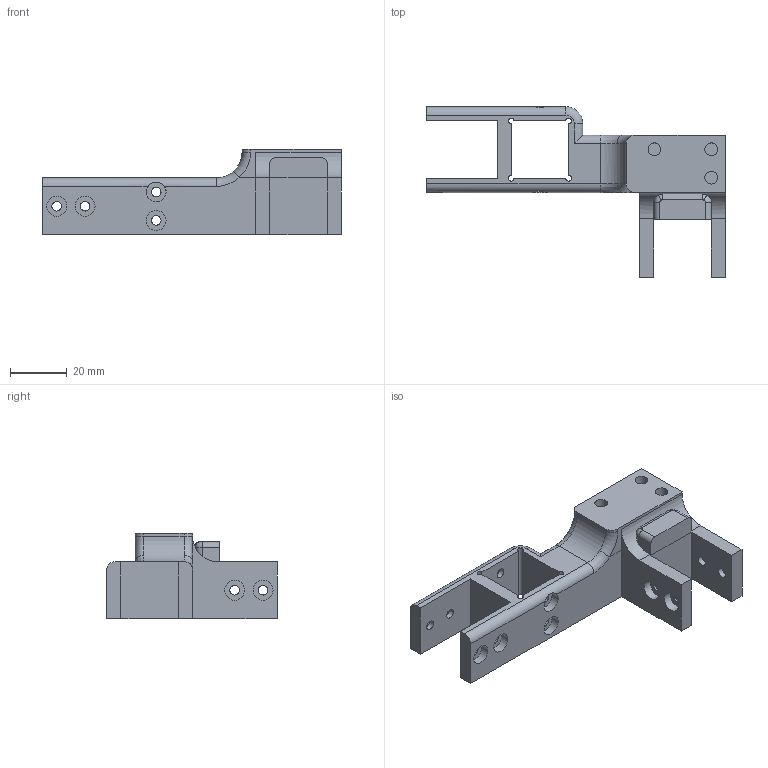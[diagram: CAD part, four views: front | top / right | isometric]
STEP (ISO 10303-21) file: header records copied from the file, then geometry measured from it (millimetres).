
FILE_DESCRIPTION(('FreeCAD Model'),'2;1');
FILE_NAME('Open CASCADE Shape Model','2025-03-21T22:00:19',(''),(''), 'Open CASCADE STEP processor 7.8','FreeCAD','Unknown');
FILE_SCHEMA(('AUTOMOTIVE_DESIGN { 1 0 10303 214 1 1 1 1 }'));
Length unit declared in the file: millimetre
Products named in the file (1): back_top_right
Bounding box: 105.2 x 60 x 30 mm (x, y, z)
Volume: 51066.2 mm3; surface area: 17048.1 mm2
Topology: 1 solids, 1 shells, 106 faces, 251 edges, 162 vertices
Faces by surface type: plane 50, cylinder 46, bspline 5, torus 3, revolution 2
Full cylindrical faces by diameter (mm): 3.4 x12, 4.5 x5, 7 x12
Entity records: 3480 total; most frequent: CARTESIAN_POINT 923, DIRECTION 533, ORIENTED_EDGE 502, EDGE_CURVE 251, AXIS2_PLACEMENT_3D 199, VERTEX_POINT 162, FACE_BOUND 147, EDGE_LOOP 147
